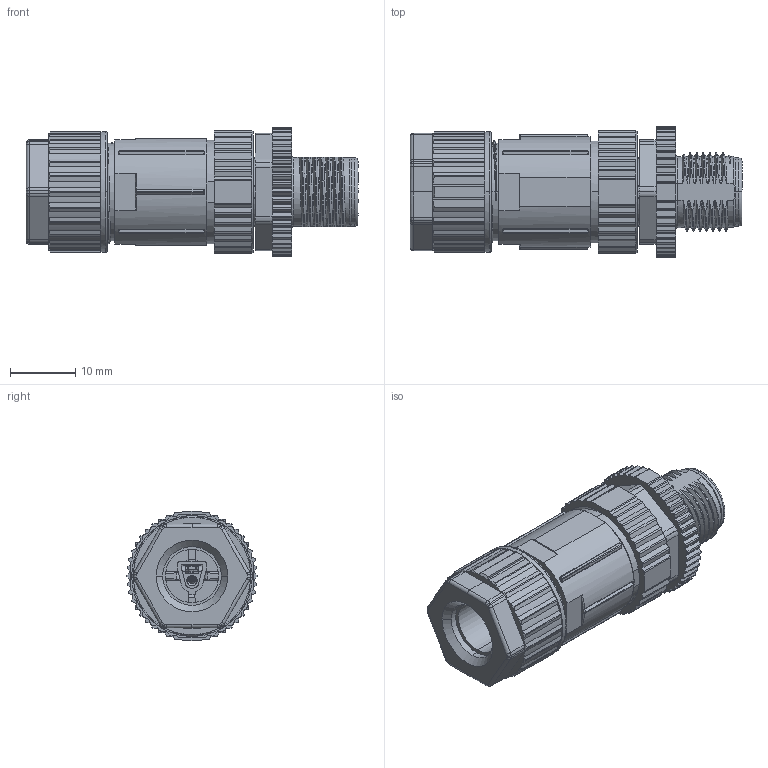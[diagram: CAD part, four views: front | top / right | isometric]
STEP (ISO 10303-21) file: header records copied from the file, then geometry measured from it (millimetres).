
FILE_DESCRIPTION (( 'STEP AP214' ), '1' );
FILE_NAME ('M12FT5BM_3D.step', '2024-11-11T16:30:11', ( '' ), ( '' ), 'SwSTEP 2.0', 'SolidWorks 2022', '' );
FILE_SCHEMA (( 'AUTOMOTIVE_DESIGN' ));
Length unit declared in the file: inch
Products named in the file (1): M12FT5BM_3D
Bounding box: 51 x 20.1 x 19.93 mm (x, y, z)
Volume: 7585.3 mm3; surface area: 10398.4 mm2
Topology: 1 solids, 6 shells, 1947 faces, 5506 edges, 3534 vertices
Faces by surface type: plane 772, cylinder 641, bspline 428, cone 101, torus 5
Entity records: 99491 total; most frequent: CARTESIAN_POINT 52691, ORIENTED_EDGE 10932, DIRECTION 8271, EDGE_CURVE 5466, VERTEX_POINT 3544, AXIS2_PLACEMENT_3D 2796, VECTOR 2679, LINE 2679
